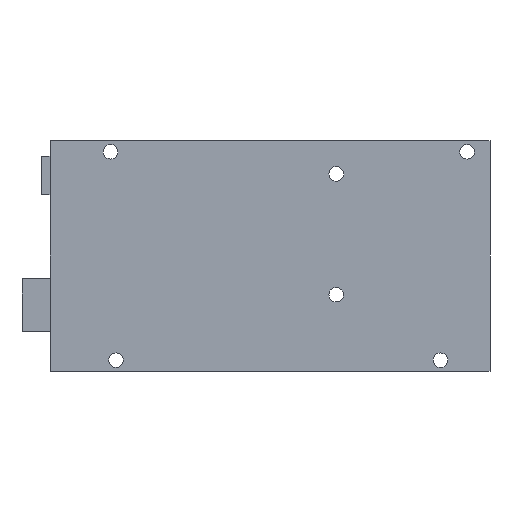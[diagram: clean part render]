
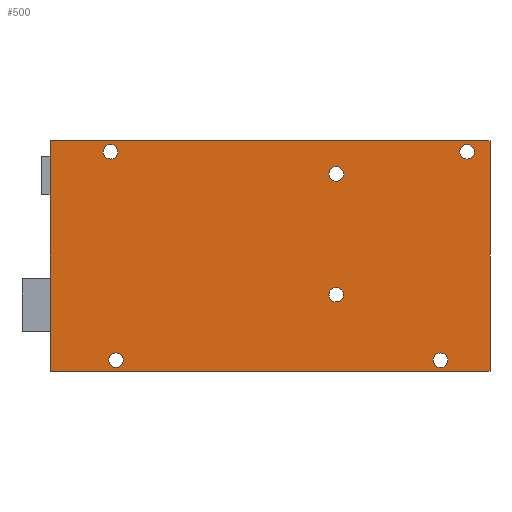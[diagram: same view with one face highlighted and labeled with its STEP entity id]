
A CAD part, front view. The second image highlights one B-rep face of the part: STEP entity #500.
In plain terms, the highlighted planar face has unit normal (0, -1, 0).
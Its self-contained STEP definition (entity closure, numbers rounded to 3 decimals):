
#1=DIRECTION('',(1.,0.,0.));
#2=VECTOR('',#1,101.8);
#3=CARTESIAN_POINT('',(0.,0.,0.));
#4=LINE('',#3,#2);
#5=DIRECTION('',(0.,0.,-1.));
#6=VECTOR('',#5,53.4);
#7=CARTESIAN_POINT('',(101.8,0.,0.));
#8=LINE('',#7,#6);
#9=DIRECTION('',(-1.,0.,0.));
#10=VECTOR('',#9,101.8);
#11=CARTESIAN_POINT('',(101.8,0.,-53.4));
#12=LINE('',#11,#10);
#13=DIRECTION('',(0.,0.,1.));
#14=VECTOR('',#13,53.4);
#15=CARTESIAN_POINT('',(0.,0.,-53.4));
#16=LINE('',#15,#14);
#17=CARTESIAN_POINT('',(15.29,0.,-50.81));
#18=DIRECTION('',(0.,1.,0.));
#19=DIRECTION('',(1.,0.,0.));
#20=AXIS2_PLACEMENT_3D('',#17,#18,#19);
#22=CARTESIAN_POINT('',(15.29,0.,-50.81));
#23=DIRECTION('',(0.,1.,0.));
#24=DIRECTION('',(-1.,0.,0.));
#25=AXIS2_PLACEMENT_3D('',#22,#23,#24);
#27=CARTESIAN_POINT('',(90.33,0.,-50.81));
#28=DIRECTION('',(0.,1.,0.));
#29=DIRECTION('',(1.,0.,0.));
#30=AXIS2_PLACEMENT_3D('',#27,#28,#29);
#32=CARTESIAN_POINT('',(90.33,0.,-50.81));
#33=DIRECTION('',(0.,1.,0.));
#34=DIRECTION('',(-1.,0.,0.));
#35=AXIS2_PLACEMENT_3D('',#32,#33,#34);
#37=CARTESIAN_POINT('',(13.99,0.,-2.59));
#38=DIRECTION('',(0.,1.,0.));
#39=DIRECTION('',(1.,0.,0.));
#40=AXIS2_PLACEMENT_3D('',#37,#38,#39);
#42=CARTESIAN_POINT('',(13.99,0.,-2.59));
#43=DIRECTION('',(0.,1.,0.));
#44=DIRECTION('',(-1.,0.,0.));
#45=AXIS2_PLACEMENT_3D('',#42,#43,#44);
#47=CARTESIAN_POINT('',(96.51,0.,-2.59));
#48=DIRECTION('',(0.,1.,0.));
#49=DIRECTION('',(1.,0.,0.));
#50=AXIS2_PLACEMENT_3D('',#47,#48,#49);
#52=CARTESIAN_POINT('',(96.51,0.,-2.59));
#53=DIRECTION('',(0.,1.,0.));
#54=DIRECTION('',(-1.,0.,0.));
#55=AXIS2_PLACEMENT_3D('',#52,#53,#54);
#57=CARTESIAN_POINT('',(66.23,0.,-35.65));
#58=DIRECTION('',(0.,1.,0.));
#59=DIRECTION('',(1.,0.,0.));
#60=AXIS2_PLACEMENT_3D('',#57,#58,#59);
#62=CARTESIAN_POINT('',(66.23,0.,-35.65));
#63=DIRECTION('',(0.,1.,0.));
#64=DIRECTION('',(-1.,0.,0.));
#65=AXIS2_PLACEMENT_3D('',#62,#63,#64);
#67=CARTESIAN_POINT('',(66.23,0.,-7.69));
#68=DIRECTION('',(0.,1.,0.));
#69=DIRECTION('',(1.,0.,0.));
#70=AXIS2_PLACEMENT_3D('',#67,#68,#69);
#72=CARTESIAN_POINT('',(66.23,0.,-7.69));
#73=DIRECTION('',(0.,1.,0.));
#74=DIRECTION('',(-1.,0.,0.));
#75=AXIS2_PLACEMENT_3D('',#72,#73,#74);
#345=CARTESIAN_POINT('',(0.,0.,0.));
#346=CARTESIAN_POINT('',(101.8,0.,0.));
#347=VERTEX_POINT('',#345);
#348=VERTEX_POINT('',#346);
#349=CARTESIAN_POINT('',(101.8,0.,-53.4));
#350=VERTEX_POINT('',#349);
#351=CARTESIAN_POINT('',(0.,0.,-53.4));
#352=VERTEX_POINT('',#351);
#401=CARTESIAN_POINT('',(16.98,0.,-50.81));
#402=CARTESIAN_POINT('',(13.6,0.,-50.81));
#403=VERTEX_POINT('',#401);
#404=VERTEX_POINT('',#402);
#409=CARTESIAN_POINT('',(92.02,0.,-50.81));
#410=CARTESIAN_POINT('',(88.64,0.,-50.81));
#411=VERTEX_POINT('',#409);
#412=VERTEX_POINT('',#410);
#417=CARTESIAN_POINT('',(67.92,0.,-35.65));
#418=CARTESIAN_POINT('',(64.54,0.,-35.65));
#419=VERTEX_POINT('',#417);
#420=VERTEX_POINT('',#418);
#421=CARTESIAN_POINT('',(67.92,0.,-7.69));
#422=CARTESIAN_POINT('',(64.54,0.,-7.69));
#423=VERTEX_POINT('',#421);
#424=VERTEX_POINT('',#422);
#433=CARTESIAN_POINT('',(15.68,0.,-2.59));
#434=CARTESIAN_POINT('',(12.3,0.,-2.59));
#435=VERTEX_POINT('',#433);
#436=VERTEX_POINT('',#434);
#441=CARTESIAN_POINT('',(98.2,0.,-2.59));
#442=CARTESIAN_POINT('',(94.82,0.,-2.59));
#443=VERTEX_POINT('',#441);
#444=VERTEX_POINT('',#442);
#449=CARTESIAN_POINT('',(0.,0.,0.));
#450=DIRECTION('',(0.,1.,0.));
#451=DIRECTION('',(1.,0.,0.));
#452=AXIS2_PLACEMENT_3D('',#449,#450,#451);
#453=PLANE('',#452);
#455=ORIENTED_EDGE('',*,*,#454,.T.);
#457=ORIENTED_EDGE('',*,*,#456,.T.);
#459=ORIENTED_EDGE('',*,*,#458,.T.);
#461=ORIENTED_EDGE('',*,*,#460,.T.);
#462=EDGE_LOOP('',(#455,#457,#459,#461));
#463=FACE_OUTER_BOUND('',#462,.F.);
#465=ORIENTED_EDGE('',*,*,#464,.F.);
#467=ORIENTED_EDGE('',*,*,#466,.F.);
#468=EDGE_LOOP('',(#465,#467));
#469=FACE_BOUND('',#468,.F.);
#471=ORIENTED_EDGE('',*,*,#470,.F.);
#473=ORIENTED_EDGE('',*,*,#472,.F.);
#474=EDGE_LOOP('',(#471,#473));
#475=FACE_BOUND('',#474,.F.);
#477=ORIENTED_EDGE('',*,*,#476,.F.);
#479=ORIENTED_EDGE('',*,*,#478,.F.);
#480=EDGE_LOOP('',(#477,#479));
#481=FACE_BOUND('',#480,.F.);
#483=ORIENTED_EDGE('',*,*,#482,.F.);
#485=ORIENTED_EDGE('',*,*,#484,.F.);
#486=EDGE_LOOP('',(#483,#485));
#487=FACE_BOUND('',#486,.F.);
#489=ORIENTED_EDGE('',*,*,#488,.F.);
#491=ORIENTED_EDGE('',*,*,#490,.F.);
#492=EDGE_LOOP('',(#489,#491));
#493=FACE_BOUND('',#492,.F.);
#495=ORIENTED_EDGE('',*,*,#494,.F.);
#497=ORIENTED_EDGE('',*,*,#496,.F.);
#498=EDGE_LOOP('',(#495,#497));
#499=FACE_BOUND('',#498,.F.);
#500=ADVANCED_FACE('',(#463,#469,#475,#481,#487,#493,#499),#453,.F.);
#21=CIRCLE('',#20,1.69);
#26=CIRCLE('',#25,1.69);
#31=CIRCLE('',#30,1.69);
#36=CIRCLE('',#35,1.69);
#41=CIRCLE('',#40,1.69);
#46=CIRCLE('',#45,1.69);
#51=CIRCLE('',#50,1.69);
#56=CIRCLE('',#55,1.69);
#61=CIRCLE('',#60,1.69);
#66=CIRCLE('',#65,1.69);
#71=CIRCLE('',#70,1.69);
#76=CIRCLE('',#75,1.69);
#454=EDGE_CURVE('',#347,#348,#4,.T.);
#456=EDGE_CURVE('',#348,#350,#8,.T.);
#458=EDGE_CURVE('',#350,#352,#12,.T.);
#460=EDGE_CURVE('',#352,#347,#16,.T.);
#464=EDGE_CURVE('',#403,#404,#21,.T.);
#466=EDGE_CURVE('',#404,#403,#26,.T.);
#470=EDGE_CURVE('',#411,#412,#31,.T.);
#472=EDGE_CURVE('',#412,#411,#36,.T.);
#476=EDGE_CURVE('',#435,#436,#41,.T.);
#478=EDGE_CURVE('',#436,#435,#46,.T.);
#482=EDGE_CURVE('',#443,#444,#51,.T.);
#484=EDGE_CURVE('',#444,#443,#56,.T.);
#488=EDGE_CURVE('',#419,#420,#61,.T.);
#490=EDGE_CURVE('',#420,#419,#66,.T.);
#494=EDGE_CURVE('',#423,#424,#71,.T.);
#496=EDGE_CURVE('',#424,#423,#76,.T.);
